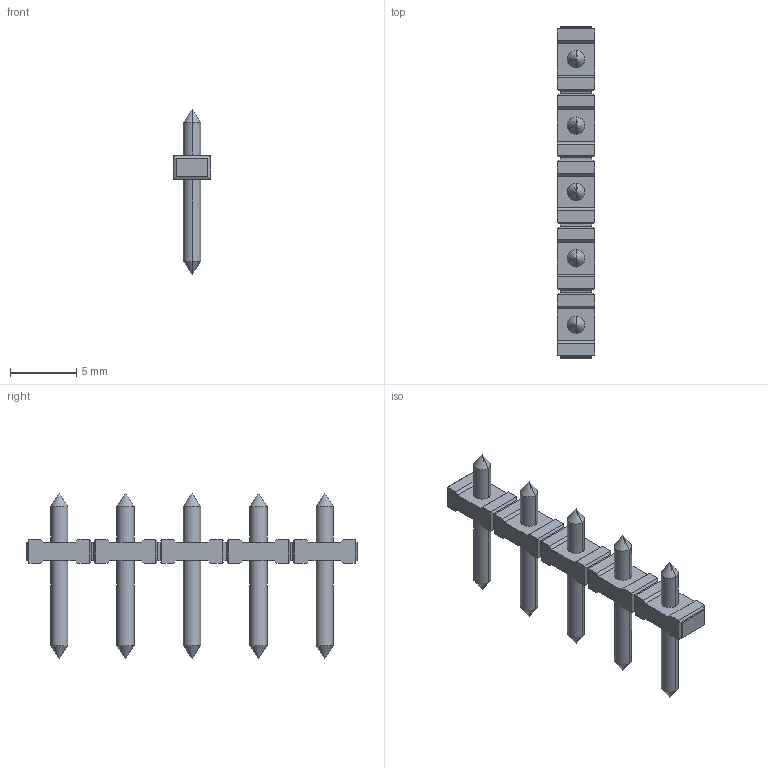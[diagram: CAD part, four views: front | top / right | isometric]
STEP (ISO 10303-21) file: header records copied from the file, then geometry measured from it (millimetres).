
FILE_DESCRIPTION((''),'2;1');
FILE_NAME('PRT0007','2024-09-29T13:31:35',('tluser'),(''),'CREO PARAMETRIC BY PTC INC, 2018100','CREO PARAMETRIC BY PTC INC, 2018100','');
FILE_SCHEMA(('CONFIG_CONTROL_DESIGN'));
Length unit declared in the file: millimetre
Products named in the file (1): PRT0007
Bounding box: 2.8 x 25 x 12.5 mm (x, y, z)
Volume: 173.6 mm3; surface area: 435 mm2
Topology: 1 solids, 1 shells, 166 faces, 392 edges, 218 vertices
Faces by surface type: plane 126, cylinder 20, cone 20
Entity records: 4474 total; most frequent: CARTESIAN_POINT 756, DIRECTION 744, ORIENTED_EDGE 744, EDGE_CURVE 372, VECTOR 332, LINE 332, VERTEX_POINT 218, AXIS2_PLACEMENT_3D 206
